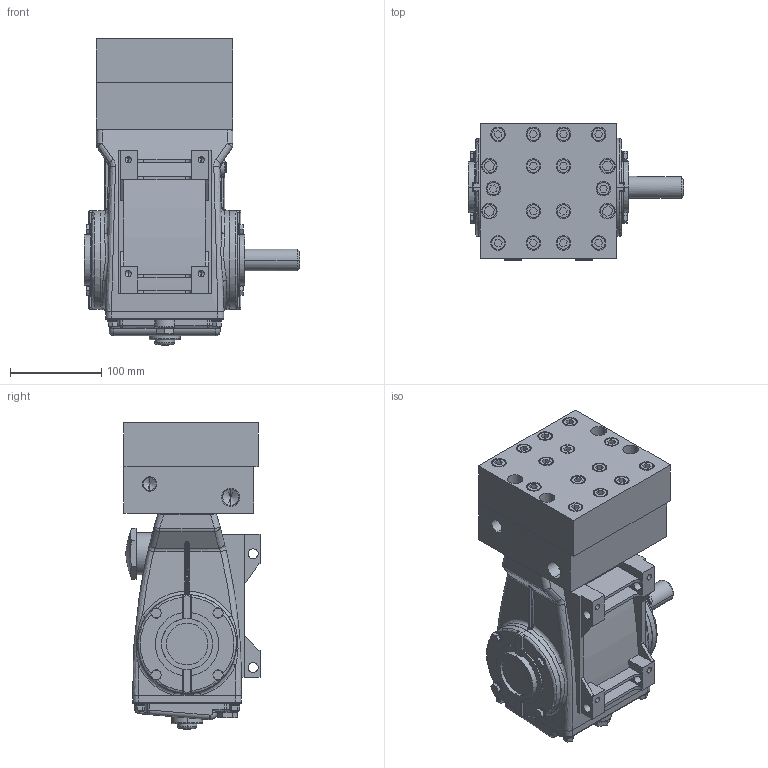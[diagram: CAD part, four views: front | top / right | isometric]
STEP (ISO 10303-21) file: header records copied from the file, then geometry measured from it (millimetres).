
FILE_DESCRIPTION (( 'STEP AP214' ), '1' );
FILE_NAME ('781.STEP', '2009-05-01T18:11:24', ( 'Steve Larson' ), ( 'Diversified Dynamics' ), 'SwSTEP 2.0', 'SolidWorks 2009', '' );
FILE_SCHEMA (( 'AUTOMOTIVE_DESIGN' ));
Length unit declared in the file: inch
Products named in the file (3): 781_drive_end; 910102; 781
Assembly tree (2 placements, depth 2):
  781
    781_drive_end
    910102
Bounding box: 236.12 x 149.22 x 336.17 mm (x, y, z)
Volume: 5521268.7 mm3; surface area: 339130.6 mm2
Topology: 2 solids, 2 shells, 996 faces, 2357 edges, 1431 vertices
Faces by surface type: plane 561, cylinder 279, bspline 64, cone 40, torus 35, sphere 17
Entity records: 38091 total; most frequent: CARTESIAN_POINT 8884, DIRECTION 4858, ORIENTED_EDGE 4632, EDGE_CURVE 2316, AXIS2_PLACEMENT_3D 1781, VERTEX_POINT 1429, VECTOR 1296, LINE 1296
